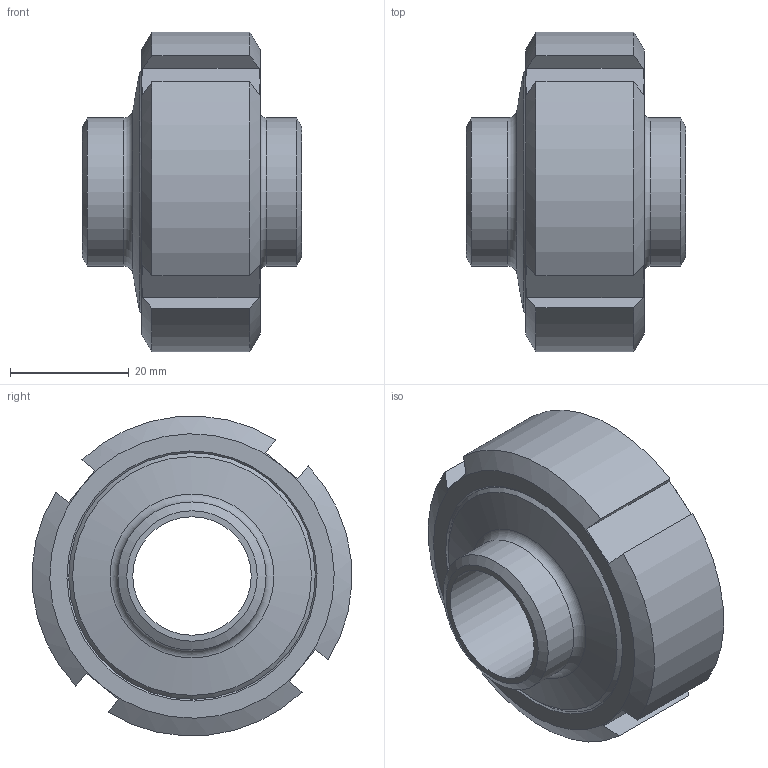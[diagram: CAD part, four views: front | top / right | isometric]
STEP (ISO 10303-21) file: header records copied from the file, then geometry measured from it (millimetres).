
FILE_DESCRIPTION(/* description */ (''),/* implementation_level */ '2;1');
FILE_NAME(/* name */ '20122020000.stp',/* time_stamp */ '2016-03-04T07:53:57+01:00',/* author */ ('Struska'),/* organization */ ('BUPOSPOL'),/* preprocessor_version */ 'ST-DEVELOPER v15.6',/* originating_system */ 'Autodesk Inventor 2015',/* authorisation */ '');
FILE_SCHEMA (('CONFIG_CONTROL_DESIGN'));
Length unit declared in the file: millimetre
Products named in the file (1): 20122020000
Bounding box: 37 x 53.9 x 53.9 mm (x, y, z)
Volume: 38599.1 mm3; surface area: 14765 mm2
Topology: 1 solids, 2 shells, 57 faces, 127 edges, 79 vertices
Faces by surface type: plane 21, cone 19, cylinder 13, torus 4
Full cylindrical faces by diameter (mm): 20 x2, 23 x1, 25 x2, 30 x1, 31 x1, 33 x1, 44 x1
Entity records: 1452 total; most frequent: CARTESIAN_POINT 290, DIRECTION 228, ORIENTED_EDGE 192, AXIS2_PLACEMENT_3D 106, EDGE_CURVE 96, EDGE_LOOP 90, VERTEX_POINT 72, STYLED_ITEM 58
